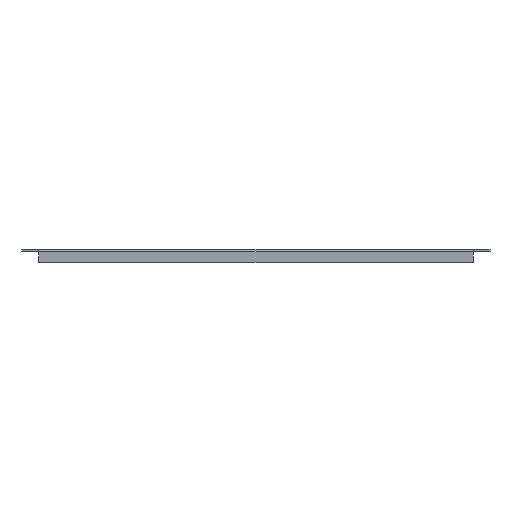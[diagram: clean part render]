
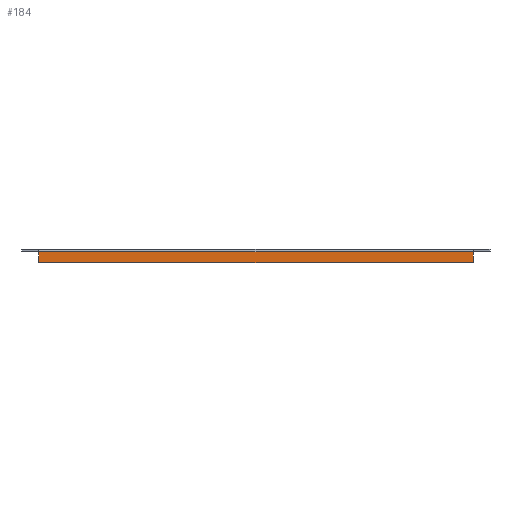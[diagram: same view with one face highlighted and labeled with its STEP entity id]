
A CAD part, front view. The second image highlights one B-rep face of the part: STEP entity #184.
In plain terms, the highlighted planar face has unit normal (0, -1, 0).
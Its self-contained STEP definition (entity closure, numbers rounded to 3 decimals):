
#130 = ORIENTED_EDGE ( 'NONE', *, *, #1239, .F. ) ;
#184 = ADVANCED_FACE ( 'NONE', ( #2415 ), #685, .T. ) ;
#270 = CARTESIAN_POINT ( 'NONE',  ( 691.5, -827.5, -3.5 ) ) ;
#304 = EDGE_CURVE ( 'NONE', #2696, #2394, #782, .T. ) ;
#312 = VECTOR ( 'NONE', #2452, 1000. ) ;
#380 = CARTESIAN_POINT ( 'NONE',  ( 26., -827.5, -20. ) ) ;
#424 = CARTESIAN_POINT ( 'NONE',  ( 691.5, -827.5, -20. ) ) ;
#525 = DIRECTION ( 'NONE',  ( 0., -1., 0. ) ) ;
#553 = EDGE_CURVE ( 'NONE', #2112, #2033, #2625, .T. ) ;
#595 = LINE ( 'NONE', #2473, #2313 ) ;
#685 = PLANE ( 'NONE',  #2632 ) ;
#709 = CARTESIAN_POINT ( 'NONE',  ( 0., -827.5, -3.5 ) ) ;
#735 = DIRECTION ( 'NONE',  ( 0., 0., -1. ) ) ;
#782 = LINE ( 'NONE', #1620, #312 ) ;
#902 = CARTESIAN_POINT ( 'NONE',  ( 0., -827.5, 0. ) ) ;
#1056 = ORIENTED_EDGE ( 'NONE', *, *, #553, .F. ) ;
#1239 = EDGE_CURVE ( 'NONE', #2033, #2696, #595, .T. ) ;
#1462 = VECTOR ( 'NONE', #2627, 1000. ) ;
#1620 = CARTESIAN_POINT ( 'NONE',  ( 26., -827.5, -2.5 ) ) ;
#1669 = EDGE_LOOP ( 'NONE', ( #1056, #2647, #2290, #130 ) ) ;
#1683 = CARTESIAN_POINT ( 'NONE',  ( 26., -827.5, -3.5 ) ) ;
#1847 = DIRECTION ( 'NONE',  ( -1., 0., 0. ) ) ;
#1987 = DIRECTION ( 'NONE',  ( 0., 0., -1. ) ) ;
#2033 = VERTEX_POINT ( 'NONE', #424 ) ;
#2112 = VERTEX_POINT ( 'NONE', #270 ) ;
#2118 = EDGE_CURVE ( 'NONE', #2112, #2394, #2155, .T. ) ;
#2155 = LINE ( 'NONE', #709, #1462 ) ;
#2290 = ORIENTED_EDGE ( 'NONE', *, *, #304, .F. ) ;
#2313 = VECTOR ( 'NONE', #1847, 1000. ) ;
#2381 = VECTOR ( 'NONE', #735, 1000. ) ;
#2394 = VERTEX_POINT ( 'NONE', #1683 ) ;
#2415 = FACE_OUTER_BOUND ( 'NONE', #1669, .T. ) ;
#2449 = CARTESIAN_POINT ( 'NONE',  ( 691.5, -827.5, -20. ) ) ;
#2452 = DIRECTION ( 'NONE',  ( 0., 0., 1. ) ) ;
#2473 = CARTESIAN_POINT ( 'NONE',  ( 26., -827.5, -20. ) ) ;
#2625 = LINE ( 'NONE', #2449, #2381 ) ;
#2627 = DIRECTION ( 'NONE',  ( -1., 0., 0. ) ) ;
#2632 = AXIS2_PLACEMENT_3D ( 'NONE', #902, #525, #1987 ) ;
#2647 = ORIENTED_EDGE ( 'NONE', *, *, #2118, .T. ) ;
#2696 = VERTEX_POINT ( 'NONE', #380 ) ;
